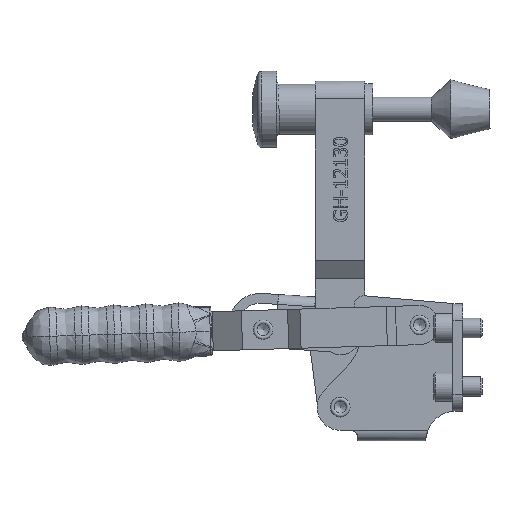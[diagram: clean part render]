
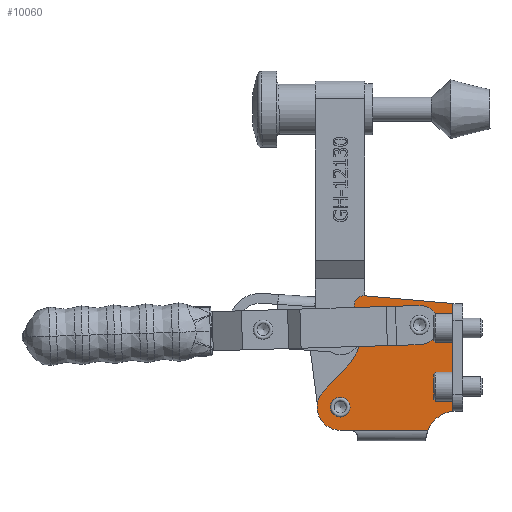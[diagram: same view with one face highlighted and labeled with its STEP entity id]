
A CAD part, left-side view. The second image highlights one B-rep face of the part: STEP entity #10060.
In plain terms, the highlighted planar face has unit normal (-1, 0, 0).
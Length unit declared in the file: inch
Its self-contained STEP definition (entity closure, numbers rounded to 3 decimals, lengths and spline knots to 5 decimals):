
#708=FACE_BOUND('',#1875,.T.);
#709=FACE_BOUND('',#1876,.T.);
#824=CIRCLE('',#10866,0.11811);
#860=CIRCLE('',#10931,0.09646);
#863=CIRCLE('',#10941,0.29528);
#865=CIRCLE('',#10944,0.98425);
#867=CIRCLE('',#10948,0.29528);
#868=CIRCLE('',#10951,0.09843);
#870=CIRCLE('',#10954,0.3937);
#872=CIRCLE('',#10958,0.12598);
#1285=FACE_OUTER_BOUND('',#1874,.T.);
#1874=EDGE_LOOP('',(#7086,#7087,#7088,#7089,#7090,#7091,#7092,#7093,#7094,
#7095,#7096));
#1875=EDGE_LOOP('',(#7097));
#1876=EDGE_LOOP('',(#7098));
#2559=LINE('',#14404,#3376);
#2565=LINE('',#14430,#3382);
#2577=LINE('',#14462,#3394);
#2581=LINE('',#14474,#3398);
#2583=LINE('',#14483,#3400);
#3376=VECTOR('',#12072,0.3937);
#3382=VECTOR('',#12082,1.);
#3394=VECTOR('',#12114,1.);
#3398=VECTOR('',#12126,1.);
#3400=VECTOR('',#12142,1.);
#4123=VERTEX_POINT('',#14181);
#4124=VERTEX_POINT('',#14182);
#4185=VERTEX_POINT('',#14382);
#4187=VERTEX_POINT('',#14388);
#4188=VERTEX_POINT('',#14403);
#4191=VERTEX_POINT('',#14426);
#4192=VERTEX_POINT('',#14428);
#4198=VERTEX_POINT('',#14448);
#4200=VERTEX_POINT('',#14454);
#4202=VERTEX_POINT('',#14460);
#4204=VERTEX_POINT('',#14466);
#4206=VERTEX_POINT('',#14472);
#4207=VERTEX_POINT('',#14485);
#5160=EDGE_CURVE('',#4123,#4124,#824,.T.);
#5248=EDGE_CURVE('',#4185,#4185,#860,.T.);
#5252=EDGE_CURVE('',#4187,#4188,#2559,.T.);
#5259=EDGE_CURVE('',#4192,#4191,#2565,.F.);
#5269=EDGE_CURVE('',#4198,#4123,#863,.T.);
#5272=EDGE_CURVE('',#4200,#4198,#865,.T.);
#5275=EDGE_CURVE('',#4202,#4200,#2577,.T.);
#5278=EDGE_CURVE('',#4204,#4202,#867,.T.);
#5281=EDGE_CURVE('',#4206,#4204,#2581,.T.);
#5282=EDGE_CURVE('',#4188,#4206,#868,.T.);
#5284=EDGE_CURVE('',#4191,#4187,#870,.T.);
#5287=EDGE_CURVE('',#4124,#4192,#2583,.T.);
#5288=EDGE_CURVE('',#4207,#4207,#872,.T.);
#7086=ORIENTED_EDGE('',*,*,#5282,.F.);
#7087=ORIENTED_EDGE('',*,*,#5252,.F.);
#7088=ORIENTED_EDGE('',*,*,#5284,.F.);
#7089=ORIENTED_EDGE('',*,*,#5259,.F.);
#7090=ORIENTED_EDGE('',*,*,#5287,.F.);
#7091=ORIENTED_EDGE('',*,*,#5160,.F.);
#7092=ORIENTED_EDGE('',*,*,#5269,.F.);
#7093=ORIENTED_EDGE('',*,*,#5272,.F.);
#7094=ORIENTED_EDGE('',*,*,#5275,.F.);
#7095=ORIENTED_EDGE('',*,*,#5278,.F.);
#7096=ORIENTED_EDGE('',*,*,#5281,.F.);
#7097=ORIENTED_EDGE('',*,*,#5288,.T.);
#7098=ORIENTED_EDGE('',*,*,#5248,.F.);
#9449=PLANE('',#10961);
#10060=ADVANCED_FACE('',(#1285,#708,#709),#9449,.T.);
#10866=AXIS2_PLACEMENT_3D('',#14183,#11885,#11886);
#10931=AXIS2_PLACEMENT_3D('',#14383,#12065,#12066);
#10941=AXIS2_PLACEMENT_3D('',#14450,#12101,#12102);
#10944=AXIS2_PLACEMENT_3D('',#14456,#12108,#12109);
#10948=AXIS2_PLACEMENT_3D('',#14468,#12120,#12121);
#10951=AXIS2_PLACEMENT_3D('',#14476,#12129,#12130);
#10954=AXIS2_PLACEMENT_3D('',#14479,#12135,#12136);
#10958=AXIS2_PLACEMENT_3D('',#14486,#12145,#12146);
#10961=AXIS2_PLACEMENT_3D('',#14491,#12152,#12153);
#11885=DIRECTION('center_axis',(1.,0.,0.));
#11886=DIRECTION('ref_axis',(0.,-0.996,-0.087));
#12065=DIRECTION('center_axis',(-1.,0.,0.));
#12066=DIRECTION('ref_axis',(0.,0.,-1.));
#12072=DIRECTION('',(0.,0.,1.));
#12082=DIRECTION('',(0.,-1.,0.));
#12101=DIRECTION('center_axis',(-1.,0.,0.));
#12102=DIRECTION('ref_axis',(0.,-0.729,-0.685));
#12108=DIRECTION('center_axis',(-1.,0.,0.));
#12109=DIRECTION('ref_axis',(0.,0.235,-0.972));
#12114=DIRECTION('',(0.,-0.721,-0.693));
#12120=DIRECTION('center_axis',(1.,0.,0.));
#12121=DIRECTION('ref_axis',(0.,-0.693,0.721));
#12126=DIRECTION('',(0.,0.,1.));
#12129=DIRECTION('center_axis',(-1.,0.,0.));
#12130=DIRECTION('ref_axis',(0.,-1.,0.));
#12135=DIRECTION('center_axis',(-1.,0.,0.));
#12136=DIRECTION('ref_axis',(0.,-0.353,0.936));
#12142=DIRECTION('',(0.,0.087,-0.996));
#12145=DIRECTION('center_axis',(1.,0.,0.));
#12146=DIRECTION('ref_axis',(0.,0.,1.));
#12152=DIRECTION('center_axis',(-1.,0.,0.));
#12153=DIRECTION('ref_axis',(0.,-1.,0.));
#14181=CARTESIAN_POINT('',(-0.25197,-1.26912,1.34698));
#14182=CARTESIAN_POINT('',(-0.25197,-1.47286,1.25583));
#14183=CARTESIAN_POINT('Origin',(-0.25197,-1.3552,1.26612));
#14382=CARTESIAN_POINT('',(-0.25197,-1.09843,0.64764));
#14383=CARTESIAN_POINT('Origin',(-0.25197,-1.09843,0.55118));
#14388=CARTESIAN_POINT('',(-0.25197,0.25197,0.44721));
#14403=CARTESIAN_POINT('',(-0.25197,0.25197,1.40131));
#14404=CARTESIAN_POINT('',(-0.25197,0.25197,0.44721));
#14426=CARTESIAN_POINT('',(-0.25197,0.,0.12598));
#14428=CARTESIAN_POINT('',(-0.25197,-1.37402,0.12598));
#14430=CARTESIAN_POINT('',(-0.25197,-0.56102,0.12598));
#14448=CARTESIAN_POINT('',(-0.25197,-0.98451,1.2622));
#14450=CARTESIAN_POINT('Origin',(-0.25197,-1.05395,1.5492));
#14454=CARTESIAN_POINT('',(-0.25197,-0.53349,1.50957));
#14456=CARTESIAN_POINT('Origin',(-0.25197,-1.21587,2.21888));
#14460=CARTESIAN_POINT('',(-0.25197,-0.25472,1.77775));
#14462=CARTESIAN_POINT('',(-0.25197,-0.53578,1.50737));
#14466=CARTESIAN_POINT('',(-0.25197,0.24527,1.56496));
#14468=CARTESIAN_POINT('Origin',(-0.25197,-0.05001,
1.56496));
#14472=CARTESIAN_POINT('',(-0.25197,0.24527,1.43701));
#14474=CARTESIAN_POINT('',(-0.25197,0.24527,0.7815));
#14476=CARTESIAN_POINT('Origin',(-0.25197,0.34369,1.43701));
#14479=CARTESIAN_POINT('Origin',(-0.25197,0.39087,0.07882));
#14483=CARTESIAN_POINT('',(-0.25197,-1.41726,0.62032));
#14485=CARTESIAN_POINT('',(-0.25197,-0.05001,1.69094));
#14486=CARTESIAN_POINT('Origin',(-0.25197,-0.05001,
1.56496));
#14491=CARTESIAN_POINT('Origin',(-0.25197,0.25197,0.12598));
